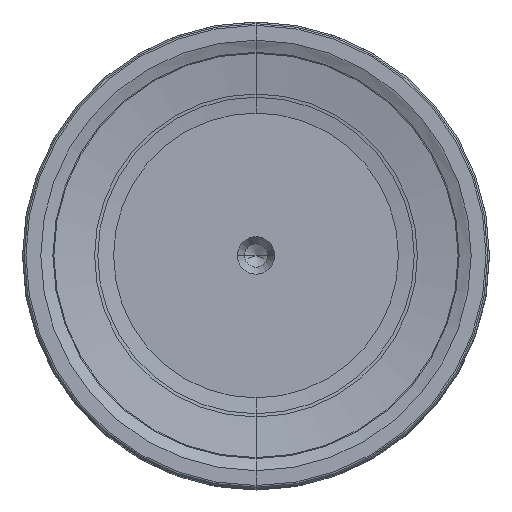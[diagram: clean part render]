
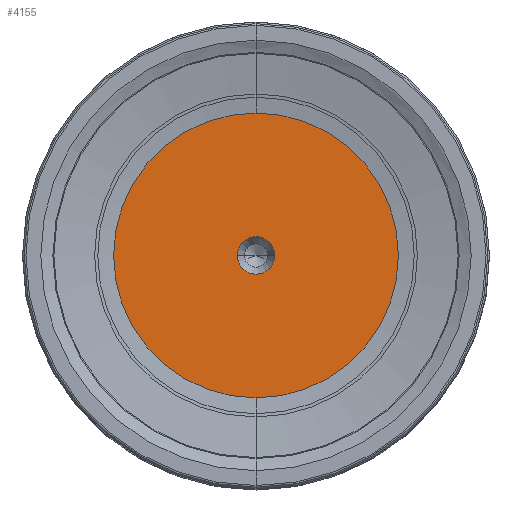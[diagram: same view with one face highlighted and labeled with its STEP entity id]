
A CAD part, top view. The second image highlights one B-rep face of the part: STEP entity #4155.
In plain terms, the highlighted planar face has unit normal (0, 0, 1).
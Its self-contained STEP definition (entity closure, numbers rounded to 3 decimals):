
#3734=CARTESIAN_POINT('',(0.,0.,92.3));
#3735=DIRECTION('',(0.,0.,1.));
#3736=DIRECTION('',(0.,1.,0.));
#3737=AXIS2_PLACEMENT_3D('',#3734,#3735,#3736);
#3739=CARTESIAN_POINT('',(0.,0.,92.3));
#3740=DIRECTION('',(0.,0.,-1.));
#3741=DIRECTION('',(0.,1.,0.));
#3742=AXIS2_PLACEMENT_3D('',#3739,#3740,#3741);
#3744=CARTESIAN_POINT('',(0.,0.,92.3));
#3745=DIRECTION('',(0.,0.,1.));
#3746=DIRECTION('',(-1.,0.,0.));
#3747=AXIS2_PLACEMENT_3D('',#3744,#3745,#3746);
#3749=CARTESIAN_POINT('',(0.,0.,92.3));
#3750=DIRECTION('',(0.,0.,1.));
#3751=DIRECTION('',(1.,0.,0.));
#3752=AXIS2_PLACEMENT_3D('',#3749,#3750,#3751);
#4063=CARTESIAN_POINT('',(0.,15.25,92.3));
#4065=VERTEX_POINT('',#4063);
#4067=CARTESIAN_POINT('',(0.,-15.25,92.3));
#4069=VERTEX_POINT('',#4067);
#4080=CARTESIAN_POINT('',(-2.,0.,92.3));
#4081=CARTESIAN_POINT('',(2.,0.,92.3));
#4082=VERTEX_POINT('',#4080);
#4083=VERTEX_POINT('',#4081);
#4138=CARTESIAN_POINT('',(0.,0.,92.3));
#4139=DIRECTION('',(0.,0.,-1.));
#4140=DIRECTION('',(0.,-1.,0.));
#4141=AXIS2_PLACEMENT_3D('',#4138,#4139,#4140);
#4142=PLANE('',#4141);
#4144=ORIENTED_EDGE('',*,*,#4143,.F.);
#4146=ORIENTED_EDGE('',*,*,#4145,.T.);
#4147=EDGE_LOOP('',(#4144,#4146));
#4148=FACE_OUTER_BOUND('',#4147,.F.);
#4150=ORIENTED_EDGE('',*,*,#4149,.T.);
#4152=ORIENTED_EDGE('',*,*,#4151,.T.);
#4153=EDGE_LOOP('',(#4150,#4152));
#4154=FACE_BOUND('',#4153,.F.);
#4155=ADVANCED_FACE('',(#4148,#4154),#4142,.F.);
#3738=CIRCLE('',#3737,15.25);
#3743=CIRCLE('',#3742,15.25);
#3748=CIRCLE('',#3747,2.);
#3753=CIRCLE('',#3752,2.);
#4143=EDGE_CURVE('',#4065,#4069,#3738,.T.);
#4145=EDGE_CURVE('',#4065,#4069,#3743,.T.);
#4149=EDGE_CURVE('',#4082,#4083,#3748,.T.);
#4151=EDGE_CURVE('',#4083,#4082,#3753,.T.);
